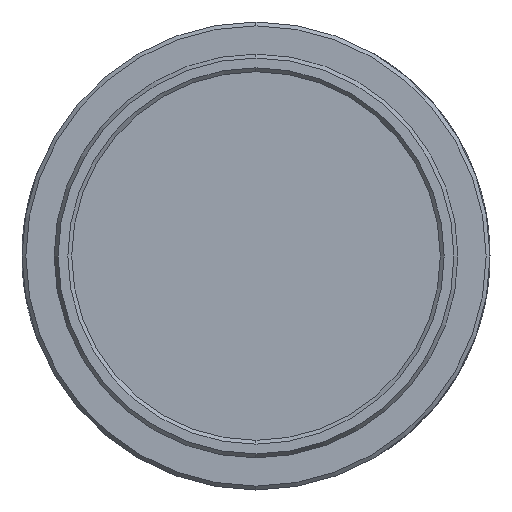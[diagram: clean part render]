
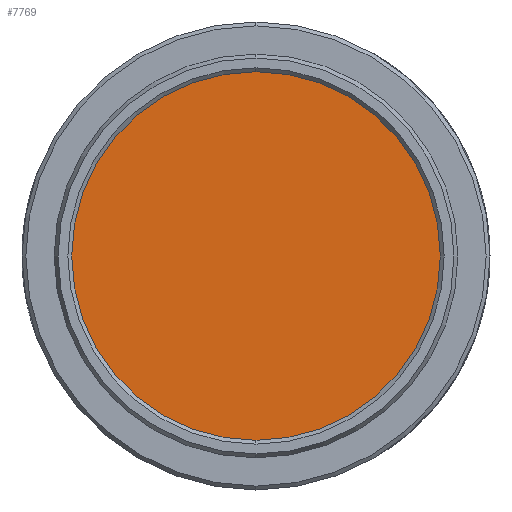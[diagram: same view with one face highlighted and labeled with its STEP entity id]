
A CAD part, left-side view. The second image highlights one B-rep face of the part: STEP entity #7769.
In plain terms, the highlighted planar face has unit normal (-1, 0, 0).
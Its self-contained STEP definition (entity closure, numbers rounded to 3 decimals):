
#306 = VERTEX_POINT ( 'NONE', #1578 ) ;
#1388 = CARTESIAN_POINT ( 'NONE',  ( -1.905, 0., 0. ) ) ;
#1420 = CIRCLE ( 'NONE', #12562, 12.45 ) ;
#1480 = DIRECTION ( 'NONE',  ( -1., 0., 0. ) ) ;
#1578 = CARTESIAN_POINT ( 'NONE',  ( -1.905, 0., -12.45 ) ) ;
#1936 = FACE_OUTER_BOUND ( 'NONE', #10251, .T. ) ;
#2541 = DIRECTION ( 'NONE',  ( 0., 0., -1. ) ) ;
#4844 = EDGE_CURVE ( 'NONE', #7754, #306, #1420, .T. ) ;
#5348 = DIRECTION ( 'NONE',  ( 1., 0., 0. ) ) ;
#6340 = CARTESIAN_POINT ( 'NONE',  ( -1.905, 0., 12.45 ) ) ;
#7090 = AXIS2_PLACEMENT_3D ( 'NONE', #1388, #9344, #2541 ) ;
#7754 = VERTEX_POINT ( 'NONE', #6340 ) ;
#7769 = ADVANCED_FACE ( 'NONE', ( #1936 ), #8674, .F. ) ;
#7843 = ORIENTED_EDGE ( 'NONE', *, *, #4844, .T. ) ;
#8287 = CARTESIAN_POINT ( 'NONE',  ( -1.905, 0., 0. ) ) ;
#8674 = PLANE ( 'NONE',  #9985 ) ;
#9344 = DIRECTION ( 'NONE',  ( -1., 0., 0. ) ) ;
#9440 = DIRECTION ( 'NONE',  ( 0., 0., -1. ) ) ;
#9985 = AXIS2_PLACEMENT_3D ( 'NONE', #12164, #5348, #13310 ) ;
#10251 = EDGE_LOOP ( 'NONE', ( #13921, #7843 ) ) ;
#12164 = CARTESIAN_POINT ( 'NONE',  ( -1.905, 0., 0. ) ) ;
#12562 = AXIS2_PLACEMENT_3D ( 'NONE', #8287, #1480, #9440 ) ;
#12863 = CIRCLE ( 'NONE', #7090, 12.45 ) ;
#13310 = DIRECTION ( 'NONE',  ( 0., 0., -1. ) ) ;
#13921 = ORIENTED_EDGE ( 'NONE', *, *, #14713, .T. ) ;
#14713 = EDGE_CURVE ( 'NONE', #306, #7754, #12863, .T. ) ;
